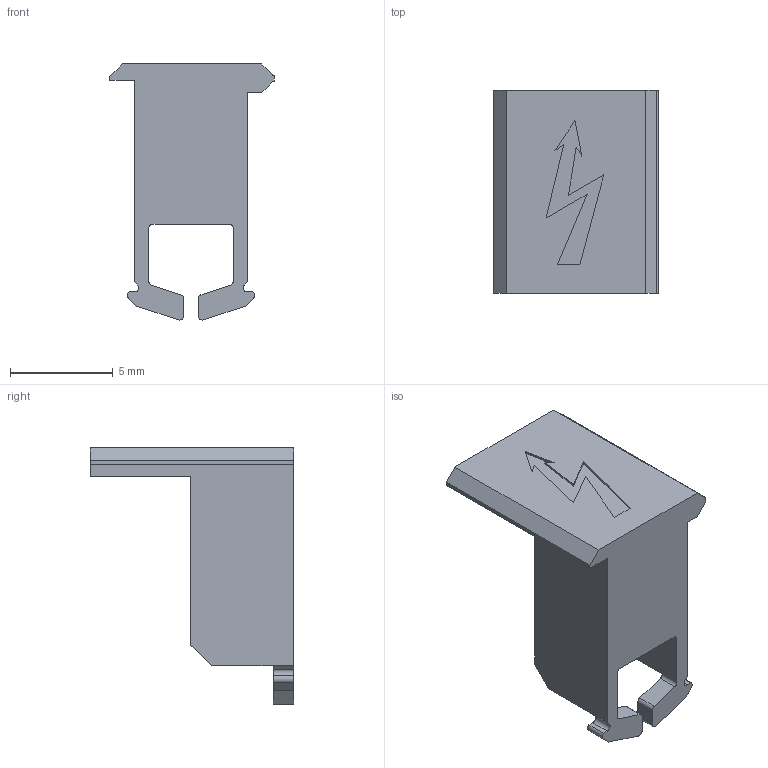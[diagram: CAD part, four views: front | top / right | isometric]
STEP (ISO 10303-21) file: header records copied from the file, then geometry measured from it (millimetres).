
FILE_DESCRIPTION(('CATIA V5R20 STEP214','CAx-IF Rec.Pracs.--- Model Styling and Organization---1.2---2011-12-15'),'2;1');
FILE_NAME ('360026_1', '2015-09-30T11:36:56+00:00', ('Weidmueller Interface'), ('Weidmueller'), 'CATIA Version 5-6 Release 2014 SP4', 'CATIA V5 STEP AP214', 'none');
FILE_SCHEMA(('AUTOMOTIVE_DESIGN { 1 0 10303 214 1 1 1 1 }'));
Length unit declared in the file: millimetre
Products named in the file (1): 1609120000_ZAD_3_4
Bounding box: 8 x 9.9 x 12.47 mm (x, y, z)
Volume: 177.4 mm3; surface area: 505.6 mm2
Topology: 2 solids, 2 shells, 82 faces, 230 edges, 153 vertices
Faces by surface type: plane 68, cylinder 14
Entity records: 2592 total; most frequent: CARTESIAN_POINT 466, ORIENTED_EDGE 460, DIRECTION 380, EDGE_CURVE 230, VECTOR 200, LINE 200, VERTEX_POINT 153, AXIS2_PLACEMENT_3D 105
